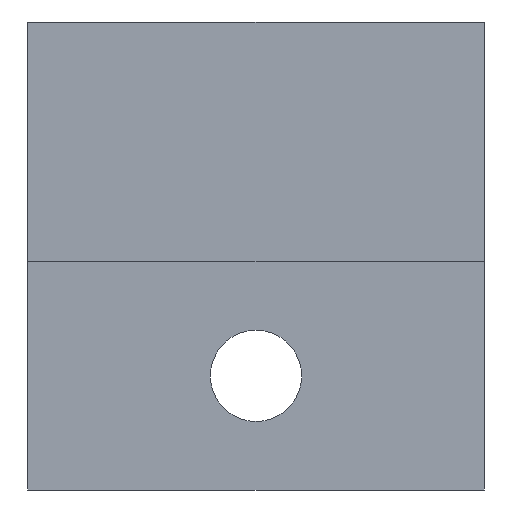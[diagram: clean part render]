
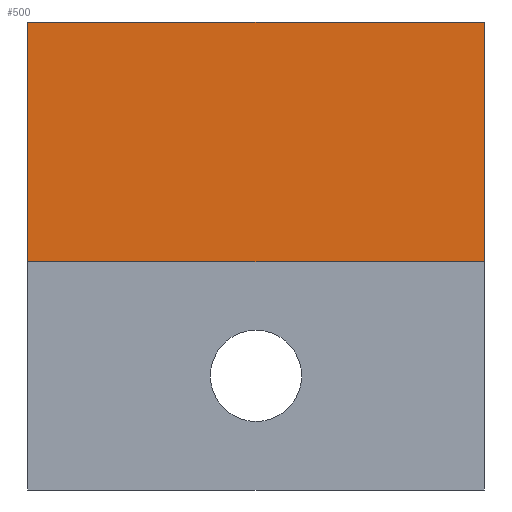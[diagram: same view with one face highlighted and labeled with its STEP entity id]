
A CAD part, front view. The second image highlights one B-rep face of the part: STEP entity #500.
In plain terms, the highlighted planar face has unit normal (0, -1, 0).
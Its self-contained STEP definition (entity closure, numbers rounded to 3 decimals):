
#23 = VECTOR ( 'NONE', #416, 1000. ) ;
#26 = PLANE ( 'NONE',  #434 ) ;
#58 = LINE ( 'NONE', #397, #854 ) ;
#60 = CARTESIAN_POINT ( 'NONE',  ( 10., -22.5, 0.5 ) ) ;
#74 = ORIENTED_EDGE ( 'NONE', *, *, #628, .T. ) ;
#132 = DIRECTION ( 'NONE',  ( -1., 0., 0. ) ) ;
#141 = CARTESIAN_POINT ( 'NONE',  ( 10., -22.5, -8.5 ) ) ;
#196 = CARTESIAN_POINT ( 'NONE',  ( -10., -22.5, -10. ) ) ;
#201 = DIRECTION ( 'NONE',  ( 0., 0., 1. ) ) ;
#219 = EDGE_LOOP ( 'NONE', ( #846, #631, #74, #688 ) ) ;
#280 = VERTEX_POINT ( 'NONE', #678 ) ;
#300 = CARTESIAN_POINT ( 'NONE',  ( 10., -22.5, -8.5 ) ) ;
#369 = VERTEX_POINT ( 'NONE', #578 ) ;
#374 = CARTESIAN_POINT ( 'NONE',  ( 10., -22.5, -10. ) ) ;
#397 = CARTESIAN_POINT ( 'NONE',  ( -10., -22.5, -8.5 ) ) ;
#400 = EDGE_CURVE ( 'NONE', #369, #783, #829, .T. ) ;
#416 = DIRECTION ( 'NONE',  ( 0., 0., 1. ) ) ;
#434 = AXIS2_PLACEMENT_3D ( 'NONE', #300, #496, #761 ) ;
#443 = VERTEX_POINT ( 'NONE', #779 ) ;
#469 = LINE ( 'NONE', #60, #543 ) ;
#496 = DIRECTION ( 'NONE',  ( 0., -1., 0. ) ) ;
#500 = ADVANCED_FACE ( 'NONE', ( #511 ), #26, .T. ) ;
#511 = FACE_OUTER_BOUND ( 'NONE', #219, .T. ) ;
#543 = VECTOR ( 'NONE', #132, 1000. ) ;
#559 = VECTOR ( 'NONE', #702, 1000. ) ;
#578 = CARTESIAN_POINT ( 'NONE',  ( 10., -22.5, -10. ) ) ;
#628 = EDGE_CURVE ( 'NONE', #369, #443, #807, .T. ) ;
#631 = ORIENTED_EDGE ( 'NONE', *, *, #400, .F. ) ;
#678 = CARTESIAN_POINT ( 'NONE',  ( -10., -22.5, 0.5 ) ) ;
#688 = ORIENTED_EDGE ( 'NONE', *, *, #735, .T. ) ;
#702 = DIRECTION ( 'NONE',  ( -1., 0., 0. ) ) ;
#704 = EDGE_CURVE ( 'NONE', #783, #280, #58, .T. ) ;
#735 = EDGE_CURVE ( 'NONE', #443, #280, #469, .T. ) ;
#761 = DIRECTION ( 'NONE',  ( 0., 0., -1. ) ) ;
#779 = CARTESIAN_POINT ( 'NONE',  ( 10., -22.5, 0.5 ) ) ;
#783 = VERTEX_POINT ( 'NONE', #196 ) ;
#807 = LINE ( 'NONE', #141, #23 ) ;
#829 = LINE ( 'NONE', #374, #559 ) ;
#846 = ORIENTED_EDGE ( 'NONE', *, *, #704, .F. ) ;
#854 = VECTOR ( 'NONE', #201, 1000. ) ;
